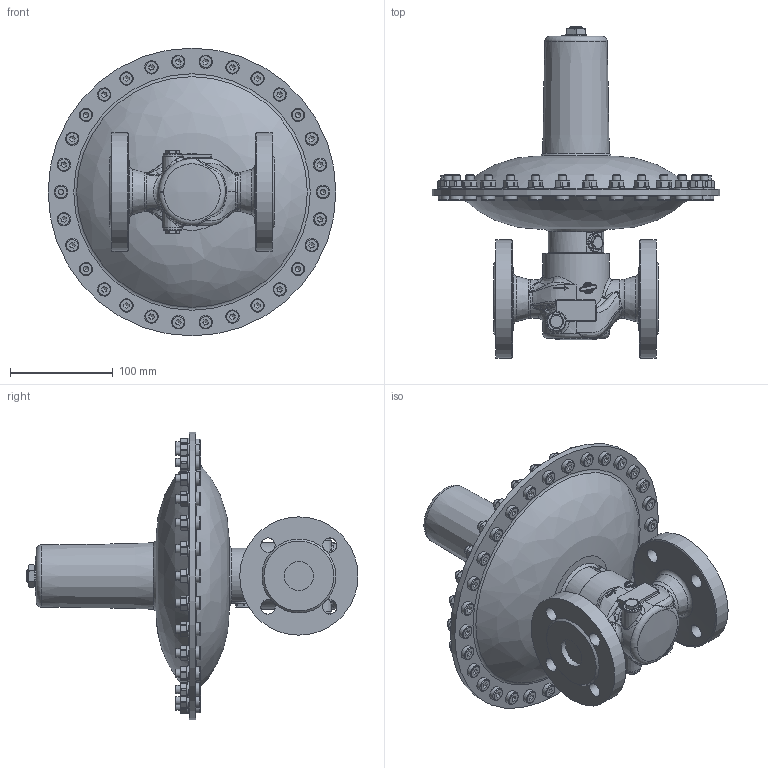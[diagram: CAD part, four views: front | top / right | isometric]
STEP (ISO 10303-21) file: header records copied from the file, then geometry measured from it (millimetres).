
FILE_DESCRIPTION(/* description */ (''),/* implementation_level */ '2;1');
FILE_NAME(/* name */ '084304-56380.stp',/* time_stamp */ '2023-12-12T09:26:16+01:00',/* author */ ('junkers'),/* organization */ (''),/* preprocessor_version */ 'ST-DEVELOPER v19.2',/* originating_system */ 'Autodesk Inventor 2023',/* authorisation */ '');
FILE_SCHEMA (('AUTOMOTIVE_DESIGN { 1 0 10303 214 3 1 1 }'));
Products named in the file (1): 084304-56380-step
Bounding box: 280 x 323 x 280 mm (x, y, z)
Volume: 3266086.7 mm3; surface area: 292833.6 mm2
Topology: 1 solids, 3 shells, 2318 faces, 6267 edges, 3963 vertices
Faces by surface type: plane 826, cylinder 650, cone 487, bspline 271, torus 81, sphere 3
Full cylindrical faces by diameter (mm): 3 x1, 3.2 x2, 8 x30, 9 x60, 12 x1, 13 x30, 14 x8, 18 x4, 20 x1, 28.5 x2, 50 x2, 50.6 x1, 54 x1, 65 x1, 115 x2, 280 x1
Entity records: 103452 total; most frequent: CARTESIAN_POINT 49283, ORIENTED_EDGE 12440, DIRECTION 10505, EDGE_CURVE 6220, AXIS2_PLACEMENT_3D 4391, VERTEX_POINT 3960, EDGE_LOOP 2508, ADVANCED_FACE 2318
